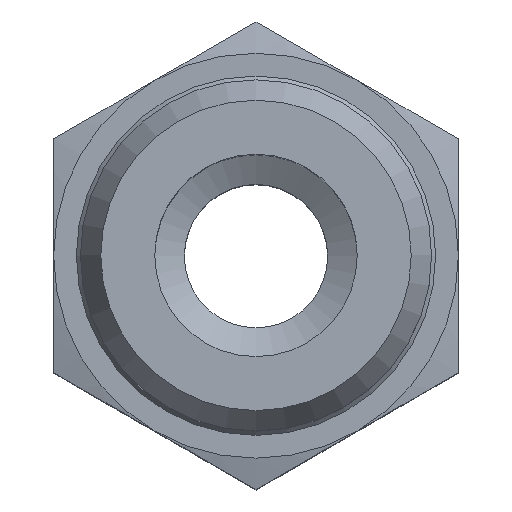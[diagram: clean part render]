
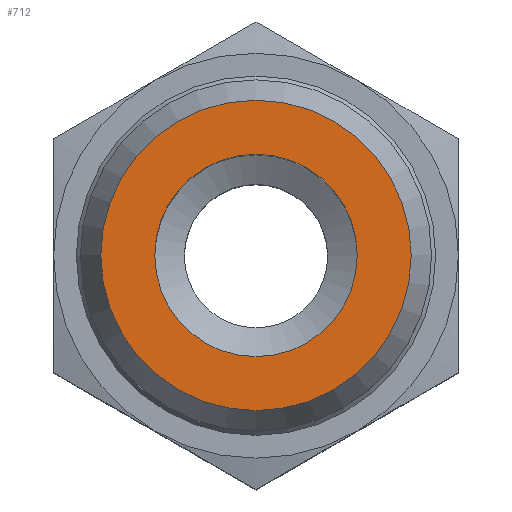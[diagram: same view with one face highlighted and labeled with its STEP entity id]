
A CAD part, top view. The second image highlights one B-rep face of the part: STEP entity #712.
In plain terms, the highlighted planar face has unit normal (0, 0, 1).
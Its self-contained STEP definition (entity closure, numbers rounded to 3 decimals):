
#42=PLANE('',#793);
#152=FACE_BOUND('',#250,.T.);
#177=FACE_OUTER_BOUND('',#249,.T.);
#249=EDGE_LOOP('',(#539));
#250=EDGE_LOOP('',(#540));
#305=CIRCLE('',#767,6.);
#308=CIRCLE('',#773,9.2);
#347=VERTEX_POINT('',#1083);
#350=VERTEX_POINT('',#1092);
#413=EDGE_CURVE('',#347,#347,#305,.T.);
#416=EDGE_CURVE('',#350,#350,#308,.T.);
#539=ORIENTED_EDGE('',*,*,#416,.F.);
#540=ORIENTED_EDGE('',*,*,#413,.T.);
#712=ADVANCED_FACE('',(#177,#152),#42,.F.);
#767=AXIS2_PLACEMENT_3D('',#1084,#881,#882);
#773=AXIS2_PLACEMENT_3D('',#1093,#893,#894);
#793=AXIS2_PLACEMENT_3D('',#1147,#933,#934);
#881=DIRECTION('center_axis',(0.,0.,-1.));
#882=DIRECTION('ref_axis',(1.,0.,0.));
#893=DIRECTION('center_axis',(0.,0.,-1.));
#894=DIRECTION('ref_axis',(-1.,0.,0.));
#933=DIRECTION('center_axis',(0.,0.,-1.));
#934=DIRECTION('ref_axis',(-1.,0.,0.));
#1083=CARTESIAN_POINT('',(6.,0.,0.));
#1084=CARTESIAN_POINT('Origin',(0.,0.,0.));
#1092=CARTESIAN_POINT('',(-9.2,0.,0.));
#1093=CARTESIAN_POINT('Origin',(0.,0.,0.));
#1147=CARTESIAN_POINT('Origin',(0.,0.,0.));
